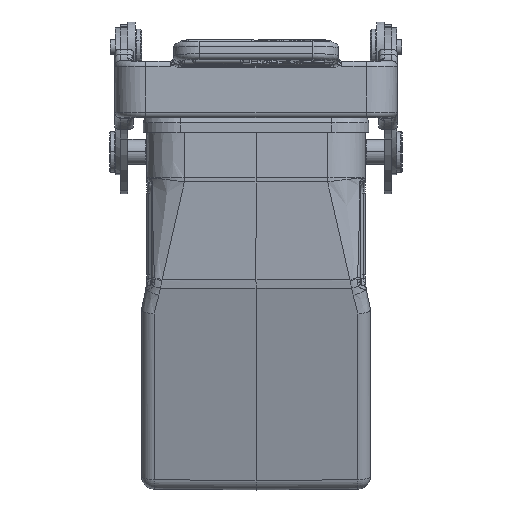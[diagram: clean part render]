
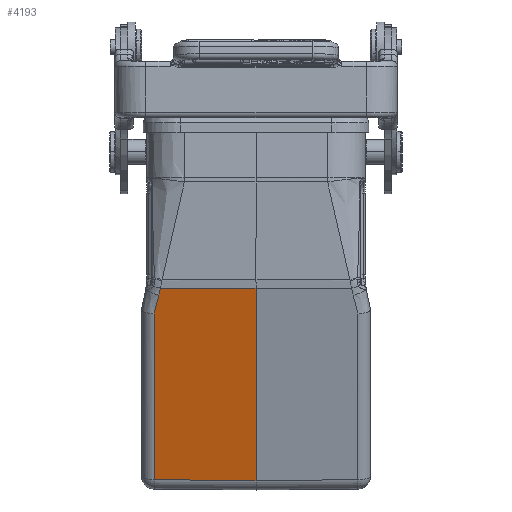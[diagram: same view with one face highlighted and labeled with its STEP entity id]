
A CAD part, left-side view. The second image highlights one B-rep face of the part: STEP entity #4193.
In plain terms, the highlighted planar face has unit normal (-0.966, 0.009, -0.259).
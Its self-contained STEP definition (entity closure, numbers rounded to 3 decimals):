
#4193=ADVANCED_FACE('',(#6876),#5306,.F.);
#5306=PLANE('',#35947);
#6876=FACE_OUTER_BOUND('',#8904,.T.);
#8904=EDGE_LOOP('',(#18752,#18753,#18754,#18755,#18756,#18757));
#10497=B_SPLINE_CURVE_WITH_KNOTS('',3,(#62500,#62501,#62502,#62503),
 .UNSPECIFIED.,.F.,.F.,(4,4),(0.,1.),.UNSPECIFIED.);
#10498=B_SPLINE_CURVE_WITH_KNOTS('',3,(#62541,#62542,#62543,#62544,#62545,
#62546,#62547,#62548),.UNSPECIFIED.,.F.,.F.,(4,2,2,4),(0.,0.25,0.5,
1.),.UNSPECIFIED.);
#10525=B_SPLINE_CURVE_WITH_KNOTS('',3,(#63076,#63077,#63078,#63079),
 .UNSPECIFIED.,.F.,.F.,(4,4),(0.,1.),.UNSPECIFIED.);
#18752=ORIENTED_EDGE('',*,*,#28044,.F.);
#18753=ORIENTED_EDGE('',*,*,#28033,.F.);
#18754=ORIENTED_EDGE('',*,*,#28031,.F.);
#18755=ORIENTED_EDGE('',*,*,#28082,.T.);
#18756=ORIENTED_EDGE('',*,*,#28086,.F.);
#18757=ORIENTED_EDGE('',*,*,#28087,.T.);
#23437=VERTEX_POINT('',#62499);
#23438=VERTEX_POINT('',#62504);
#23439=VERTEX_POINT('',#62549);
#23443=VERTEX_POINT('',#62733);
#23457=VERTEX_POINT('',#63080);
#23458=VERTEX_POINT('',#63089);
#28031=EDGE_CURVE('',#23437,#23438,#10497,.T.);
#28033=EDGE_CURVE('',#23438,#23439,#10498,.T.);
#28044=EDGE_CURVE('',#23439,#23443,#30909,.T.);
#28082=EDGE_CURVE('',#23437,#23457,#10525,.T.);
#28086=EDGE_CURVE('',#23458,#23457,#30920,.T.);
#28087=EDGE_CURVE('',#23458,#23443,#30921,.T.);
#30909=LINE('',#62732,#33313);
#30920=LINE('',#63090,#33324);
#30921=LINE('',#63092,#33325);
#33313=VECTOR('',#43288,1.);
#33324=VECTOR('',#43365,1.);
#33325=VECTOR('',#43368,1.);
#35947=AXIS2_PLACEMENT_3D('',#63093,#43369,#43370);
#43288=DIRECTION('',(-0.009,-1.,-0.002));
#43365=DIRECTION('',(0.007,1.,0.009));
#43368=DIRECTION('',(-0.259,0.,0.966));
#43369=DIRECTION('',(0.966,-0.009,0.259));
#43370=DIRECTION('',(-0.259,0.,0.966));
#62499=CARTESIAN_POINT('',(-33.046,20.022,-37.394));
#62500=CARTESIAN_POINT('',(-33.046,20.022,-37.394));
#62501=CARTESIAN_POINT('',(-33.193,19.921,-36.852));
#62502=CARTESIAN_POINT('',(-33.531,19.697,-35.591));
#62503=CARTESIAN_POINT('',(-34.05,19.116,-33.678));
#62504=CARTESIAN_POINT('',(-34.05,19.116,-33.678));
#62541=CARTESIAN_POINT('',(-34.055,19.116,-33.679));
#62542=CARTESIAN_POINT('',(-34.076,19.089,-33.59));
#62543=CARTESIAN_POINT('',(-34.1,19.059,-33.486));
#62544=CARTESIAN_POINT('',(-34.161,18.997,-33.252));
#62545=CARTESIAN_POINT('',(-34.188,18.971,-33.148));
#62546=CARTESIAN_POINT('',(-34.334,18.845,-32.629));
#62547=CARTESIAN_POINT('',(-34.399,18.792,-32.411));
#62548=CARTESIAN_POINT('',(-34.425,18.768,-32.319));
#62549=CARTESIAN_POINT('',(-34.418,18.767,-32.316));
#62732=CARTESIAN_POINT('',(-34.418,18.767,-32.316));
#62733=CARTESIAN_POINT('',(-34.58,0.,-32.345));
#63076=CARTESIAN_POINT('',(-33.046,20.022,-37.394));
#63077=CARTESIAN_POINT('',(-30.136,20.022,-48.254));
#63078=CARTESIAN_POINT('',(-27.227,20.022,-59.113));
#63079=CARTESIAN_POINT('',(-24.317,20.022,-69.972));
#63080=CARTESIAN_POINT('',(-24.317,20.022,-69.972));
#63089=CARTESIAN_POINT('',(-24.451,0.,-70.147));
#63090=CARTESIAN_POINT('',(-24.451,0.,-70.147));
#63092=CARTESIAN_POINT('',(-24.451,0.,-70.147));
#63093=CARTESIAN_POINT('',(-29.431,10.011,-51.223));
